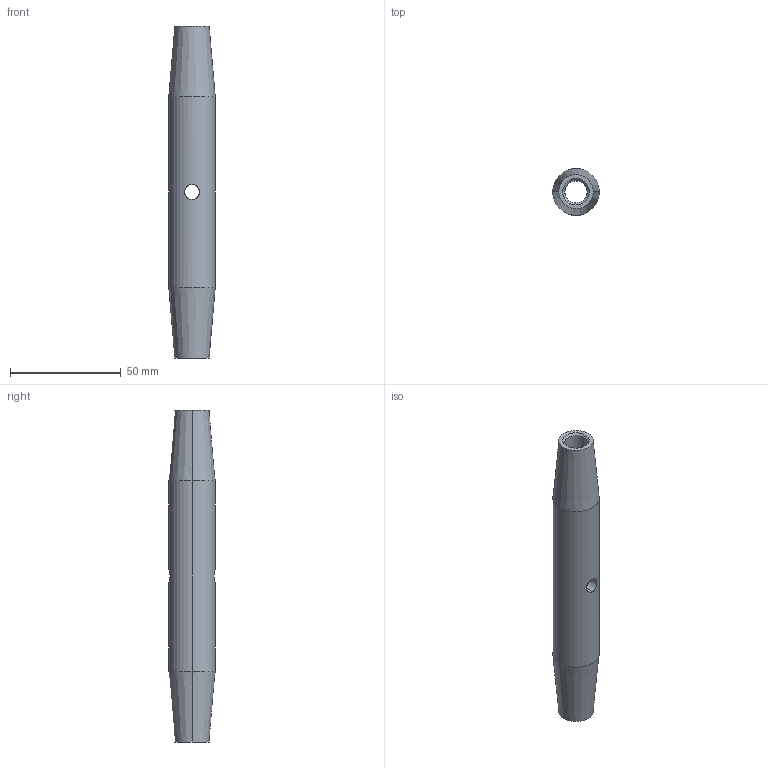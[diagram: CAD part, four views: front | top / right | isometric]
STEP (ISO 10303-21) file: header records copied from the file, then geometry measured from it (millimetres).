
FILE_DESCRIPTION (( 'STEP AP203' ), '1' );
FILE_NAME ('100041012.step', '2019-05-27T13:23:16', ( '' ), ( '' ), 'SwSTEP 2.0', 'SolidWorks 2015', '' );
FILE_SCHEMA (( 'CONFIG_CONTROL_DESIGN' ));
Length unit declared in the file: millimetre
Products named in the file (1): 100041012
Bounding box: 21 x 21 x 150 mm (x, y, z)
Volume: 31447.8 mm3; surface area: 14905 mm2
Topology: 1 solids, 1 shells, 246 faces, 652 edges, 416 vertices
Faces by surface type: plane 93, bspline 90, cylinder 47, cone 16
Entity records: 11981 total; most frequent: CARTESIAN_POINT 6425, ORIENTED_EDGE 1304, DIRECTION 864, EDGE_CURVE 652, VERTEX_POINT 416, LINE 318, VECTOR 318, AXIS2_PLACEMENT_3D 273
